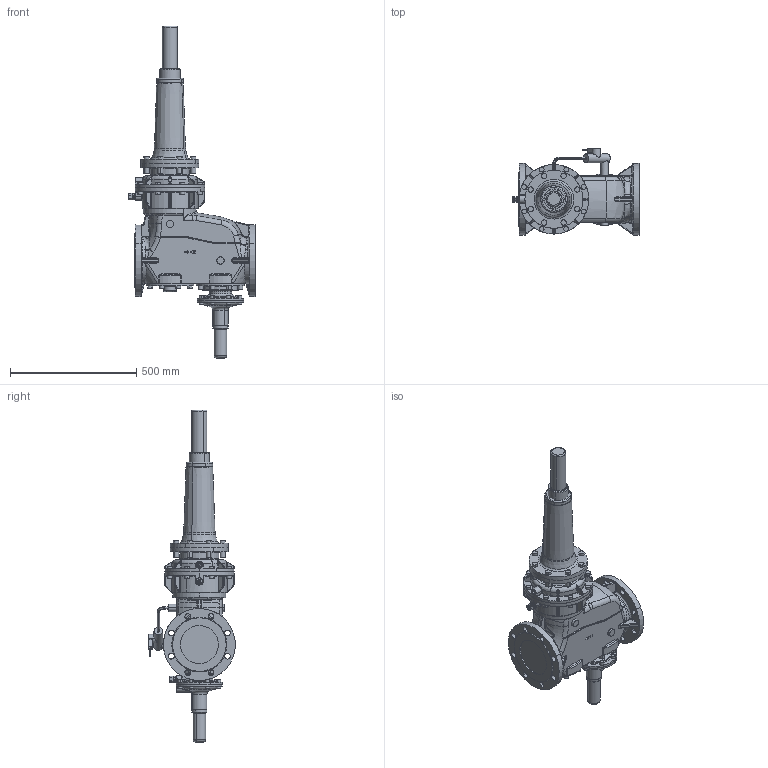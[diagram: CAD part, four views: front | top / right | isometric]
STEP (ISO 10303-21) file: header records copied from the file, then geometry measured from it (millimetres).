
FILE_DESCRIPTION(('CATIA V5 STEP Exchange'),'2;1');
FILE_NAME('RS 254 DN 150-275-HDS.stp','2016-11-29T11:44:52+00:00',('none'),('none'),'CATIA Version 5 Release 19 SP 9 (IN-10)','CATIA V5 STEP AP203','none');
FILE_SCHEMA(('CONFIG_CONTROL_DESIGN'));
Products named in the file (1): Product1
Assembly tree (2 placements, depth 2):
  Product1
    #58
    #87932
Bounding box: 505.3 x 343.46 x 1315 mm (x, y, z)
Volume: 37968518.7 mm3; surface area: 1355832.2 mm2
Topology: 2 solids, 31 shells, 2057 faces, 4920 edges, 2899 vertices
Faces by surface type: cylinder 752, bspline 367, plane 340, torus 323, cone 145, sphere 74, revolution 52, extrusion 4
Entity records: 88824 total; most frequent: CARTESIAN_POINT 47874, ORIENTED_EDGE 9602, DIRECTION 5896, EDGE_CURVE 4801, AXIS2_PLACEMENT_3D 3319, VERTEX_POINT 2899, EDGE_LOOP 2192, ADVANCED_FACE 2057
